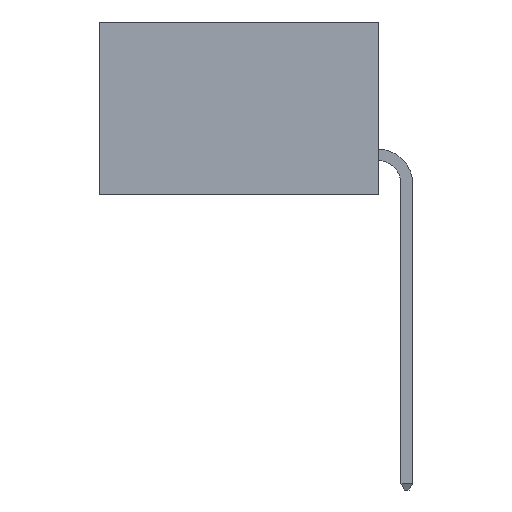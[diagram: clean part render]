
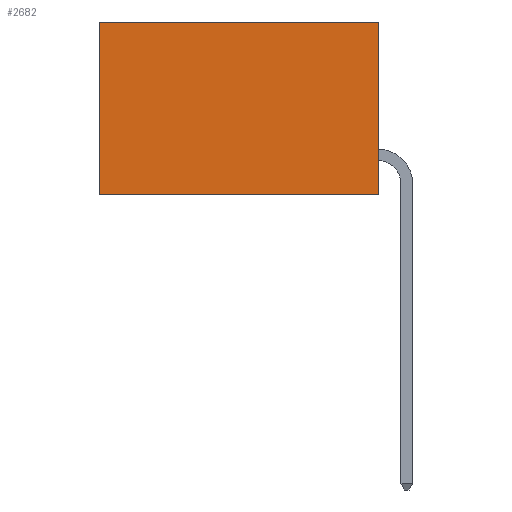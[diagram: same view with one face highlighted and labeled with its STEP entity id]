
A CAD part, left-side view. The second image highlights one B-rep face of the part: STEP entity #2682.
In plain terms, the highlighted planar face has unit normal (-1, 0, 0).
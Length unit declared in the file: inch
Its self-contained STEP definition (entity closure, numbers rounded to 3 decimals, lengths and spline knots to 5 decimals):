
#602 = LINE ( 'NONE', #5163, #7567 ) ;
#653 = VERTEX_POINT ( 'NONE', #8531 ) ;
#787 = DIRECTION ( 'NONE',  ( 0., 1., 0. ) ) ;
#1002 = DIRECTION ( 'NONE',  ( 0., 0., -1. ) ) ;
#2053 = CARTESIAN_POINT ( 'NONE',  ( 0.2615, 0., -0.37 ) ) ;
#2252 = CARTESIAN_POINT ( 'NONE',  ( 0.2615, 0., 0. ) ) ;
#2330 = FACE_OUTER_BOUND ( 'NONE', #3706, .T. ) ;
#2682 = ADVANCED_FACE ( 'NONE', ( #2330 ), #6213, .F. ) ;
#2797 = CARTESIAN_POINT ( 'NONE',  ( 0.2615, 0., -0.37 ) ) ;
#2904 = EDGE_CURVE ( 'NONE', #6250, #5717, #5782, .T. ) ;
#3262 = CARTESIAN_POINT ( 'NONE',  ( 0.2615, 0.6, 0. ) ) ;
#3318 = ORIENTED_EDGE ( 'NONE', *, *, #2904, .T. ) ;
#3430 = ORIENTED_EDGE ( 'NONE', *, *, #4064, .F. ) ;
#3583 = LINE ( 'NONE', #2053, #3788 ) ;
#3596 = VERTEX_POINT ( 'NONE', #8078 ) ;
#3706 = EDGE_LOOP ( 'NONE', ( #8234, #3430, #3851, #3318 ) ) ;
#3788 = VECTOR ( 'NONE', #6296, 39.37008 ) ;
#3814 = EDGE_CURVE ( 'NONE', #6250, #3596, #5677, .T. ) ;
#3833 = DIRECTION ( 'NONE',  ( 0., 0., -1. ) ) ;
#3851 = ORIENTED_EDGE ( 'NONE', *, *, #3814, .F. ) ;
#4064 = EDGE_CURVE ( 'NONE', #3596, #653, #3583, .T. ) ;
#4570 = CARTESIAN_POINT ( 'NONE',  ( 0.2615, 0., -0.37 ) ) ;
#5163 = CARTESIAN_POINT ( 'NONE',  ( 0.2615, 0.6, -0.37 ) ) ;
#5473 = VECTOR ( 'NONE', #1002, 39.37008 ) ;
#5677 = LINE ( 'NONE', #4570, #5473 ) ;
#5717 = VERTEX_POINT ( 'NONE', #3262 ) ;
#5782 = LINE ( 'NONE', #2252, #7344 ) ;
#6057 = AXIS2_PLACEMENT_3D ( 'NONE', #2797, #7331, #7239 ) ;
#6213 = PLANE ( 'NONE',  #6057 ) ;
#6250 = VERTEX_POINT ( 'NONE', #7352 ) ;
#6296 = DIRECTION ( 'NONE',  ( 0., 1., 0. ) ) ;
#7239 = DIRECTION ( 'NONE',  ( 0., 0., -1. ) ) ;
#7331 = DIRECTION ( 'NONE',  ( 1., 0., 0. ) ) ;
#7344 = VECTOR ( 'NONE', #787, 39.37008 ) ;
#7352 = CARTESIAN_POINT ( 'NONE',  ( 0.2615, 0., 0. ) ) ;
#7405 = EDGE_CURVE ( 'NONE', #5717, #653, #602, .T. ) ;
#7567 = VECTOR ( 'NONE', #3833, 39.37008 ) ;
#8078 = CARTESIAN_POINT ( 'NONE',  ( 0.2615, 0., -0.37 ) ) ;
#8234 = ORIENTED_EDGE ( 'NONE', *, *, #7405, .T. ) ;
#8531 = CARTESIAN_POINT ( 'NONE',  ( 0.2615, 0.6, -0.37 ) ) ;
